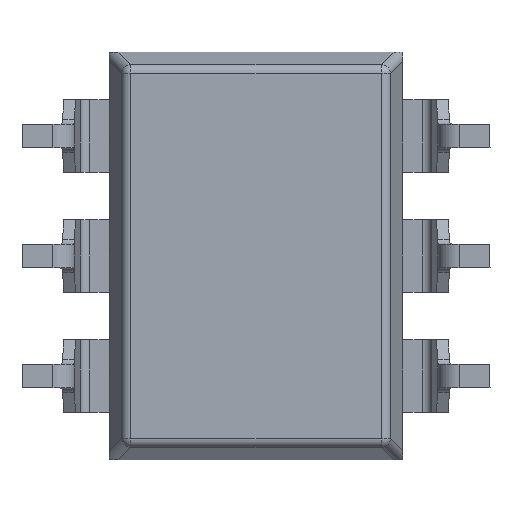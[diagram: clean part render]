
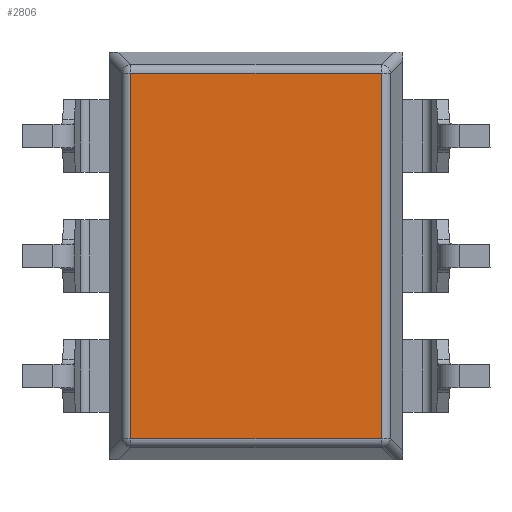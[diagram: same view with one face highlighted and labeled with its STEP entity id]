
A CAD part, front view. The second image highlights one B-rep face of the part: STEP entity #2806.
In plain terms, the highlighted planar face has unit normal (0, -1, 0).
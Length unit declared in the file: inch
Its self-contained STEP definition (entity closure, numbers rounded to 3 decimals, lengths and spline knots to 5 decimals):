
#396 = VECTOR ( 'NONE', #2876, 39.37008 ) ;
#456 = VERTEX_POINT ( 'NONE', #8896 ) ;
#458 = CARTESIAN_POINT ( 'NONE',  ( 0.24905, -0.00421, -0.00556 ) ) ;
#660 = AXIS2_PLACEMENT_3D ( 'NONE', #7183, #4396, #2770 ) ;
#712 = LINE ( 'NONE', #4353, #396 ) ;
#1919 = CARTESIAN_POINT ( 'NONE',  ( 0.45781, -0.00421, -0.00556 ) ) ;
#2117 = LINE ( 'NONE', #1919, #6384 ) ;
#2770 = DIRECTION ( 'NONE',  ( 1., 0., 0. ) ) ;
#2806 = ADVANCED_FACE ( 'NONE', ( #4295 ), #9385, .F. ) ;
#2876 = DIRECTION ( 'NONE',  ( 0., 0., 1. ) ) ;
#3003 = CARTESIAN_POINT ( 'NONE',  ( 0.45781, -0.00421, -0.30959 ) ) ;
#3888 = VERTEX_POINT ( 'NONE', #7763 ) ;
#4295 = FACE_OUTER_BOUND ( 'NONE', #8400, .T. ) ;
#4353 = CARTESIAN_POINT ( 'NONE',  ( 0.45781, -0.00421, -0.20959 ) ) ;
#4396 = DIRECTION ( 'NONE',  ( 0., 1., 0. ) ) ;
#4561 = ORIENTED_EDGE ( 'NONE', *, *, #5127, .T. ) ;
#4758 = CARTESIAN_POINT ( 'NONE',  ( 0.24905, -0.00421, -0.00556 ) ) ;
#4843 = VECTOR ( 'NONE', #5977, 39.37008 ) ;
#5127 = EDGE_CURVE ( 'NONE', #3888, #6017, #2117, .T. ) ;
#5169 = LINE ( 'NONE', #3003, #4843 ) ;
#5470 = ORIENTED_EDGE ( 'NONE', *, *, #8784, .F. ) ;
#5614 = EDGE_CURVE ( 'NONE', #6017, #7342, #8608, .T. ) ;
#5787 = ORIENTED_EDGE ( 'NONE', *, *, #5614, .T. ) ;
#5977 = DIRECTION ( 'NONE',  ( -1., 0., 0. ) ) ;
#6017 = VERTEX_POINT ( 'NONE', #4758 ) ;
#6317 = DIRECTION ( 'NONE',  ( 0., 0., -1. ) ) ;
#6384 = VECTOR ( 'NONE', #6474, 39.37008 ) ;
#6474 = DIRECTION ( 'NONE',  ( -1., 0., 0. ) ) ;
#6671 = EDGE_CURVE ( 'NONE', #456, #3888, #712, .T. ) ;
#7183 = CARTESIAN_POINT ( 'NONE',  ( 0.24612, -0.00421, -0.40758 ) ) ;
#7342 = VERTEX_POINT ( 'NONE', #9006 ) ;
#7763 = CARTESIAN_POINT ( 'NONE',  ( 0.45781, -0.00421, -0.00556 ) ) ;
#8070 = ORIENTED_EDGE ( 'NONE', *, *, #6671, .T. ) ;
#8400 = EDGE_LOOP ( 'NONE', ( #5787, #5470, #8070, #4561 ) ) ;
#8608 = LINE ( 'NONE', #458, #9134 ) ;
#8784 = EDGE_CURVE ( 'NONE', #456, #7342, #5169, .T. ) ;
#8896 = CARTESIAN_POINT ( 'NONE',  ( 0.45781, -0.00421, -0.30959 ) ) ;
#9006 = CARTESIAN_POINT ( 'NONE',  ( 0.24905, -0.00421, -0.30959 ) ) ;
#9134 = VECTOR ( 'NONE', #6317, 39.37008 ) ;
#9385 = PLANE ( 'NONE',  #660 ) ;
